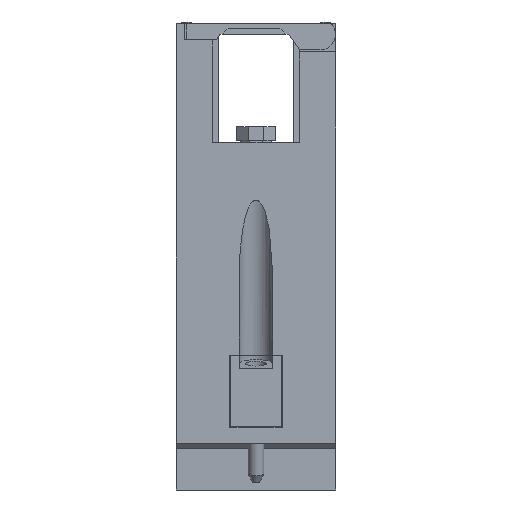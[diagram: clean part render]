
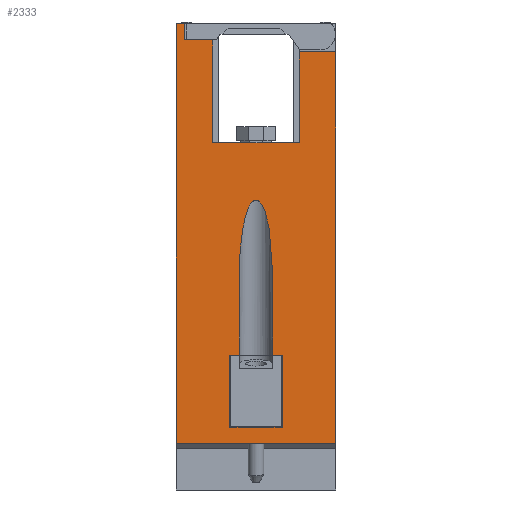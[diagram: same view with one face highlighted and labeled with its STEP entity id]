
A CAD part, front view. The second image highlights one B-rep face of the part: STEP entity #2333.
In plain terms, the highlighted planar face has unit normal (0, -1, 0).
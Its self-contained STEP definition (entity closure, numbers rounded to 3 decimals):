
#568=ELLIPSE('',#28650,18.671,4.2);
#785=FACE_BOUND('',#6845,.T.);
#786=FACE_BOUND('',#6846,.T.);
#2333=ADVANCED_FACE('',(#785,#786),#3920,.T.);
#3920=PLANE('',#28651);
#6845=EDGE_LOOP('',(#8858,#8859,#8860,#8861,#8862,#8863,#8864,#8865,#8866,
#8867));
#6846=EDGE_LOOP('',(#8868,#8869,#8870,#8871,#8872,#8873,#8874,#8875,#8876,
#8877));
#8858=ORIENTED_EDGE('',*,*,#18519,.F.);
#8859=ORIENTED_EDGE('',*,*,#18520,.F.);
#8860=ORIENTED_EDGE('',*,*,#18521,.F.);
#8861=ORIENTED_EDGE('',*,*,#18522,.F.);
#8862=ORIENTED_EDGE('',*,*,#18523,.F.);
#8863=ORIENTED_EDGE('',*,*,#18267,.F.);
#8864=ORIENTED_EDGE('',*,*,#18524,.F.);
#8865=ORIENTED_EDGE('',*,*,#18271,.F.);
#8866=ORIENTED_EDGE('',*,*,#18525,.F.);
#8867=ORIENTED_EDGE('',*,*,#18526,.F.);
#8868=ORIENTED_EDGE('',*,*,#18527,.F.);
#8869=ORIENTED_EDGE('',*,*,#18348,.F.);
#8870=ORIENTED_EDGE('',*,*,#18393,.F.);
#8871=ORIENTED_EDGE('',*,*,#18316,.F.);
#8872=ORIENTED_EDGE('',*,*,#18528,.F.);
#8873=ORIENTED_EDGE('',*,*,#18529,.F.);
#8874=ORIENTED_EDGE('',*,*,#18405,.F.);
#8875=ORIENTED_EDGE('',*,*,#18530,.T.);
#8876=ORIENTED_EDGE('',*,*,#18531,.T.);
#8877=ORIENTED_EDGE('',*,*,#18408,.F.);
#15843=VERTEX_POINT('',#36971);
#15846=VERTEX_POINT('',#36976);
#15847=VERTEX_POINT('',#36978);
#15850=VERTEX_POINT('',#36984);
#15895=VERTEX_POINT('',#37076);
#15896=VERTEX_POINT('',#37078);
#15925=VERTEX_POINT('',#37140);
#15926=VERTEX_POINT('',#37142);
#15966=VERTEX_POINT('',#37242);
#15970=VERTEX_POINT('',#37251);
#15972=VERTEX_POINT('',#37257);
#15973=VERTEX_POINT('',#37259);
#16068=VERTEX_POINT('',#37479);
#16069=VERTEX_POINT('',#37480);
#16070=VERTEX_POINT('',#37482);
#16071=VERTEX_POINT('',#37484);
#16072=VERTEX_POINT('',#37486);
#16073=VERTEX_POINT('',#37490);
#16074=VERTEX_POINT('',#37494);
#16075=VERTEX_POINT('',#37497);
#18267=EDGE_CURVE('',#15846,#15847,#21943,.T.);
#18271=EDGE_CURVE('',#15850,#15843,#21947,.T.);
#18316=EDGE_CURVE('',#15895,#15896,#21992,.T.);
#18348=EDGE_CURVE('',#15925,#15926,#22024,.T.);
#18393=EDGE_CURVE('',#15896,#15925,#22069,.T.);
#18405=EDGE_CURVE('',#15970,#15966,#22081,.T.);
#18408=EDGE_CURVE('',#15972,#15973,#22084,.T.);
#18519=EDGE_CURVE('',#16068,#16069,#22189,.T.);
#18520=EDGE_CURVE('',#16070,#16068,#568,.T.);
#18521=EDGE_CURVE('',#16071,#16070,#22190,.T.);
#18522=EDGE_CURVE('',#16072,#16071,#22191,.T.);
#18523=EDGE_CURVE('',#15847,#16072,#22192,.T.);
#18524=EDGE_CURVE('',#15843,#15846,#22193,.T.);
#18525=EDGE_CURVE('',#16073,#15850,#22194,.T.);
#18526=EDGE_CURVE('',#16069,#16073,#22195,.T.);
#18527=EDGE_CURVE('',#15926,#15972,#22196,.T.);
#18528=EDGE_CURVE('',#16074,#15895,#22197,.T.);
#18529=EDGE_CURVE('',#15966,#16074,#22198,.T.);
#18530=EDGE_CURVE('',#15970,#16075,#22199,.T.);
#18531=EDGE_CURVE('',#16075,#15973,#22200,.T.);
#21943=LINE('',#36977,#25234);
#21947=LINE('',#36985,#25238);
#21992=LINE('',#37077,#25283);
#22024=LINE('',#37141,#25315);
#22069=LINE('',#37229,#25360);
#22081=LINE('',#37252,#25372);
#22084=LINE('',#37258,#25375);
#22189=LINE('',#37478,#25480);
#22190=LINE('',#37483,#25481);
#22191=LINE('',#37485,#25482);
#22192=LINE('',#37487,#25483);
#22193=LINE('',#37488,#25484);
#22194=LINE('',#37489,#25485);
#22195=LINE('',#37491,#25486);
#22196=LINE('',#37492,#25487);
#22197=LINE('',#37493,#25488);
#22198=LINE('',#37495,#25489);
#22199=LINE('',#37496,#25490);
#22200=LINE('',#37498,#25491);
#25234=VECTOR('',#30318,1.);
#25238=VECTOR('',#30322,1.);
#25283=VECTOR('',#30371,1.);
#25315=VECTOR('',#30407,1.);
#25360=VECTOR('',#30464,1.);
#25372=VECTOR('',#30482,1.);
#25375=VECTOR('',#30487,1.);
#25480=VECTOR('',#30632,1.);
#25481=VECTOR('',#30635,1.);
#25482=VECTOR('',#30636,1.);
#25483=VECTOR('',#30637,1.);
#25484=VECTOR('',#30638,1.);
#25485=VECTOR('',#30639,1.);
#25486=VECTOR('',#30640,1.);
#25487=VECTOR('',#30641,1.);
#25488=VECTOR('',#30642,1.);
#25489=VECTOR('',#30643,1.);
#25490=VECTOR('',#30644,1.);
#25491=VECTOR('',#30645,1.);
#28650=AXIS2_PLACEMENT_3D('',#37481,#30633,#30634);
#28651=AXIS2_PLACEMENT_3D('',#37499,#30646,#30647);
#30318=DIRECTION('',(0.,0.,-1.));
#30322=DIRECTION('',(0.,0.,-1.));
#30371=DIRECTION('',(-1.,0.,0.));
#30407=DIRECTION('',(1.,0.,0.));
#30464=DIRECTION('',(0.,0.,-1.));
#30482=DIRECTION('',(0.,0.,-1.));
#30487=DIRECTION('',(-1.,0.,0.));
#30632=DIRECTION('',(-1.,0.,0.));
#30633=DIRECTION('',(0.,-1.,0.));
#30634=DIRECTION('',(-1.,0.,0.));
#30635=DIRECTION('',(1.,0.,0.));
#30636=DIRECTION('',(0.,0.,1.));
#30637=DIRECTION('',(1.,0.,0.));
#30638=DIRECTION('',(0.,0.,-1.));
#30639=DIRECTION('',(-1.,0.,0.));
#30640=DIRECTION('',(0.,0.,1.));
#30641=DIRECTION('',(0.,0.,-1.));
#30642=DIRECTION('',(0.,0.,-1.));
#30643=DIRECTION('',(-1.,0.,0.));
#30644=DIRECTION('',(-1.,0.,0.));
#30645=DIRECTION('',(0.,0.,-1.));
#30646=DIRECTION('',(0.,-1.,0.));
#30647=DIRECTION('',(0.,0.,-1.));
#36971=CARTESIAN_POINT('',(15.7,-62.5,4.));
#36976=CARTESIAN_POINT('',(15.7,-62.5,-4.));
#36977=CARTESIAN_POINT('',(15.7,-62.5,4.2));
#36978=CARTESIAN_POINT('',(15.7,-62.5,-6.55));
#36984=CARTESIAN_POINT('',(15.7,-62.5,6.55));
#36985=CARTESIAN_POINT('',(15.7,-62.5,4.2));
#37076=CARTESIAN_POINT('',(112.8,-62.5,10.9));
#37077=CARTESIAN_POINT('',(116.9,-62.5,10.9));
#37078=CARTESIAN_POINT('',(87.,-62.5,10.9));
#37140=CARTESIAN_POINT('',(87.,-62.5,-10.9));
#37141=CARTESIAN_POINT('',(116.9,-62.5,-10.9));
#37142=CARTESIAN_POINT('',(109.8,-62.5,-10.9));
#37229=CARTESIAN_POINT('',(87.,-62.5,20.));
#37242=CARTESIAN_POINT('',(116.9,-62.5,17.9));
#37251=CARTESIAN_POINT('',(116.9,-62.5,20.));
#37252=CARTESIAN_POINT('',(116.9,-62.5,20.));
#37257=CARTESIAN_POINT('',(109.8,-62.5,-20.));
#37258=CARTESIAN_POINT('',(116.9,-62.5,-20.));
#37259=CARTESIAN_POINT('',(11.7,-62.5,-20.));
#37478=CARTESIAN_POINT('',(116.9,-62.5,4.2));
#37479=CARTESIAN_POINT('',(54.015,-62.5,4.2));
#37480=CARTESIAN_POINT('',(33.8,-62.5,4.2));
#37481=CARTESIAN_POINT('',(54.015,-62.5,0.));
#37482=CARTESIAN_POINT('',(54.015,-62.5,-4.2));
#37483=CARTESIAN_POINT('',(116.9,-62.5,-4.2));
#37484=CARTESIAN_POINT('',(33.8,-62.5,-4.2));
#37485=CARTESIAN_POINT('',(33.8,-62.5,-6.55));
#37486=CARTESIAN_POINT('',(33.8,-62.5,-6.55));
#37487=CARTESIAN_POINT('',(15.7,-62.5,-6.55));
#37488=CARTESIAN_POINT('',(15.7,-62.5,4.));
#37489=CARTESIAN_POINT('',(33.8,-62.5,6.55));
#37490=CARTESIAN_POINT('',(33.8,-62.5,6.55));
#37491=CARTESIAN_POINT('',(33.8,-62.5,-6.55));
#37492=CARTESIAN_POINT('',(109.8,-62.5,-9.325));
#37493=CARTESIAN_POINT('',(112.8,-62.5,17.9));
#37494=CARTESIAN_POINT('',(112.8,-62.5,17.9));
#37495=CARTESIAN_POINT('',(116.9,-62.5,17.9));
#37496=CARTESIAN_POINT('',(116.9,-62.5,20.));
#37497=CARTESIAN_POINT('',(11.7,-62.5,20.));
#37498=CARTESIAN_POINT('',(11.7,-62.5,20.));
#37499=CARTESIAN_POINT('',(116.9,-62.5,20.));
